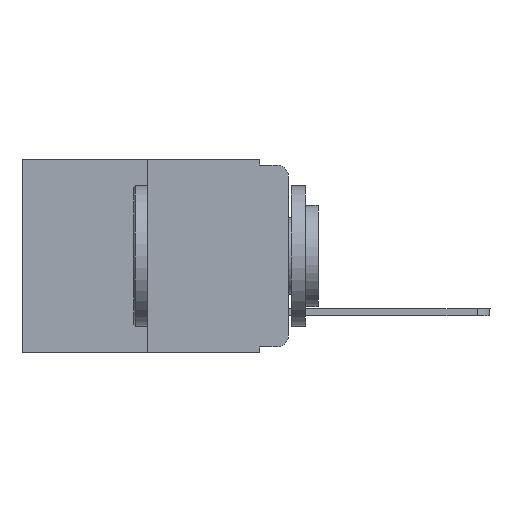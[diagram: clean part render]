
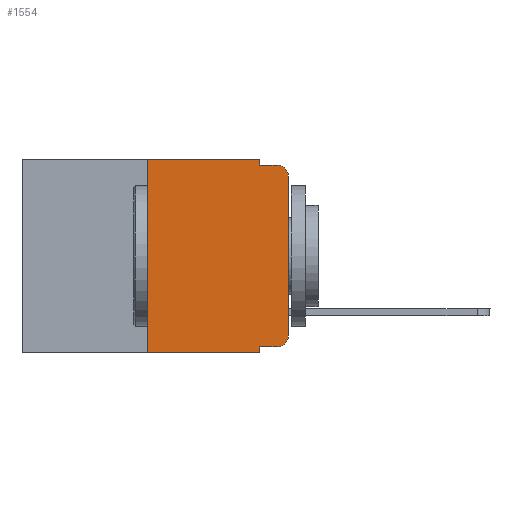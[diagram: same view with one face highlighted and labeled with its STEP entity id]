
A CAD part, left-side view. The second image highlights one B-rep face of the part: STEP entity #1554.
In plain terms, the highlighted planar face has unit normal (-1, 0, 0).
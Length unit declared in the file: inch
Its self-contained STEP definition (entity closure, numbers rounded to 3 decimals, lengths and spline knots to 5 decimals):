
#158 = CIRCLE ( 'NONE', #14002, 0.02 ) ;
#161 = DIRECTION ( 'NONE',  ( 0., 0., 1. ) ) ;
#169 = EDGE_CURVE ( 'NONE', #4115, #7763, #11019, .T. ) ;
#185 = LINE ( 'NONE', #3942, #371 ) ;
#371 = VECTOR ( 'NONE', #1846, 39.37008 ) ;
#531 = EDGE_CURVE ( 'NONE', #8793, #4839, #4271, .T. ) ;
#818 = LINE ( 'NONE', #13572, #10770 ) ;
#1106 = VECTOR ( 'NONE', #6784, 39.37008 ) ;
#1321 = EDGE_CURVE ( 'NONE', #8793, #13516, #185, .T. ) ;
#1456 = ORIENTED_EDGE ( 'NONE', *, *, #169, .F. ) ;
#1554 = ADVANCED_FACE ( 'NONE', ( #11151 ), #4416, .F. ) ;
#1792 = CIRCLE ( 'NONE', #2035, 0.02 ) ;
#1846 = DIRECTION ( 'NONE',  ( 0., -1., 0. ) ) ;
#1928 = CARTESIAN_POINT ( 'NONE',  ( 0., 0.02, -0.03 ) ) ;
#1984 = VERTEX_POINT ( 'NONE', #5262 ) ;
#2035 = AXIS2_PLACEMENT_3D ( 'NONE', #1928, #8102, #12403 ) ;
#2104 = CARTESIAN_POINT ( 'NONE',  ( 0., 0., 0. ) ) ;
#2324 = CARTESIAN_POINT ( 'NONE',  ( 0., 0., -0.03 ) ) ;
#2546 = ORIENTED_EDGE ( 'NONE', *, *, #3996, .F. ) ;
#2559 = ORIENTED_EDGE ( 'NONE', *, *, #9937, .T. ) ;
#2740 = CARTESIAN_POINT ( 'NONE',  ( 0., 0.051, 0. ) ) ;
#3236 = ORIENTED_EDGE ( 'NONE', *, *, #1321, .T. ) ;
#3402 = ORIENTED_EDGE ( 'NONE', *, *, #531, .F. ) ;
#3712 = VECTOR ( 'NONE', #14883, 39.37008 ) ;
#3807 = ORIENTED_EDGE ( 'NONE', *, *, #13059, .T. ) ;
#3900 = ORIENTED_EDGE ( 'NONE', *, *, #13174, .T. ) ;
#3942 = CARTESIAN_POINT ( 'NONE',  ( 0., 0.051, -0.333 ) ) ;
#3996 = EDGE_CURVE ( 'NONE', #12670, #4115, #5780, .T. ) ;
#4041 = LINE ( 'NONE', #4130, #12976 ) ;
#4115 = VERTEX_POINT ( 'NONE', #14662 ) ;
#4130 = CARTESIAN_POINT ( 'NONE',  ( 0., 0.473, 0. ) ) ;
#4163 = VECTOR ( 'NONE', #7748, 39.37008 ) ;
#4271 = LINE ( 'NONE', #9137, #3712 ) ;
#4416 = PLANE ( 'NONE',  #13061 ) ;
#4797 = DIRECTION ( 'NONE',  ( 0., 0., -1. ) ) ;
#4839 = VERTEX_POINT ( 'NONE', #8910 ) ;
#5262 = CARTESIAN_POINT ( 'NONE',  ( 0., 0.25, 0. ) ) ;
#5382 = VECTOR ( 'NONE', #10735, 39.37008 ) ;
#5610 = CARTESIAN_POINT ( 'NONE',  ( 0., 0.02, -0.01 ) ) ;
#5780 = LINE ( 'NONE', #8816, #4163 ) ;
#5784 = LINE ( 'NONE', #2104, #1106 ) ;
#5861 = CARTESIAN_POINT ( 'NONE',  ( 0., 0.02, -0.313 ) ) ;
#6075 = ORIENTED_EDGE ( 'NONE', *, *, #11642, .T. ) ;
#6364 = DIRECTION ( 'NONE',  ( 0., -1., 0. ) ) ;
#6561 = DIRECTION ( 'NONE',  ( 1., 0., 0. ) ) ;
#6759 = DIRECTION ( 'NONE',  ( 0., 0., -1. ) ) ;
#6784 = DIRECTION ( 'NONE',  ( 0., 0., 1. ) ) ;
#7084 = VERTEX_POINT ( 'NONE', #13443 ) ;
#7327 = CARTESIAN_POINT ( 'NONE',  ( 0., 0.051, -0.01 ) ) ;
#7382 = VERTEX_POINT ( 'NONE', #10550 ) ;
#7748 = DIRECTION ( 'NONE',  ( 0., 0., -1. ) ) ;
#7763 = VERTEX_POINT ( 'NONE', #5610 ) ;
#8102 = DIRECTION ( 'NONE',  ( -1., 0., 0. ) ) ;
#8244 = VERTEX_POINT ( 'NONE', #2324 ) ;
#8277 = CARTESIAN_POINT ( 'NONE',  ( 0., 0.051, -0.333 ) ) ;
#8306 = EDGE_CURVE ( 'NONE', #7382, #1984, #12837, .T. ) ;
#8793 = VERTEX_POINT ( 'NONE', #8277 ) ;
#8816 = CARTESIAN_POINT ( 'NONE',  ( 0., 0.051, 0. ) ) ;
#8850 = CARTESIAN_POINT ( 'NONE',  ( 0., 0.02, -0.333 ) ) ;
#8910 = CARTESIAN_POINT ( 'NONE',  ( 0., 0.051, -0.343 ) ) ;
#9137 = CARTESIAN_POINT ( 'NONE',  ( 0., 0.051, 0. ) ) ;
#9384 = ORIENTED_EDGE ( 'NONE', *, *, #8306, .F. ) ;
#9448 = EDGE_CURVE ( 'NONE', #1984, #12670, #4041, .T. ) ;
#9937 = EDGE_CURVE ( 'NONE', #7382, #4839, #818, .T. ) ;
#10550 = CARTESIAN_POINT ( 'NONE',  ( 0., 0.25, -0.343 ) ) ;
#10735 = DIRECTION ( 'NONE',  ( 0., -1., 0. ) ) ;
#10770 = VECTOR ( 'NONE', #12509, 39.37008 ) ;
#11019 = LINE ( 'NONE', #7327, #5382 ) ;
#11151 = FACE_OUTER_BOUND ( 'NONE', #14463, .T. ) ;
#11278 = ORIENTED_EDGE ( 'NONE', *, *, #9448, .F. ) ;
#11642 = EDGE_CURVE ( 'NONE', #7084, #8244, #5784, .T. ) ;
#12403 = DIRECTION ( 'NONE',  ( 0., 0., -1. ) ) ;
#12509 = DIRECTION ( 'NONE',  ( 0., -1., 0. ) ) ;
#12670 = VERTEX_POINT ( 'NONE', #2740 ) ;
#12837 = LINE ( 'NONE', #12903, #13731 ) ;
#12902 = DIRECTION ( 'NONE',  ( -1., 0., 0. ) ) ;
#12903 = CARTESIAN_POINT ( 'NONE',  ( 0., 0.25, 0. ) ) ;
#12976 = VECTOR ( 'NONE', #6364, 39.37008 ) ;
#13059 = EDGE_CURVE ( 'NONE', #8244, #7763, #1792, .T. ) ;
#13061 = AXIS2_PLACEMENT_3D ( 'NONE', #14782, #6561, #6759 ) ;
#13174 = EDGE_CURVE ( 'NONE', #13516, #7084, #158, .T. ) ;
#13443 = CARTESIAN_POINT ( 'NONE',  ( 0., 0., -0.313 ) ) ;
#13516 = VERTEX_POINT ( 'NONE', #8850 ) ;
#13572 = CARTESIAN_POINT ( 'NONE',  ( 0., 0.473, -0.343 ) ) ;
#13731 = VECTOR ( 'NONE', #161, 39.37008 ) ;
#14002 = AXIS2_PLACEMENT_3D ( 'NONE', #5861, #12902, #4797 ) ;
#14463 = EDGE_LOOP ( 'NONE', ( #6075, #3807, #1456, #2546, #11278, #9384, #2559, #3402, #3236, #3900 ) ) ;
#14662 = CARTESIAN_POINT ( 'NONE',  ( 0., 0.051, -0.01 ) ) ;
#14782 = CARTESIAN_POINT ( 'NONE',  ( 0., 0.473, 0. ) ) ;
#14883 = DIRECTION ( 'NONE',  ( 0., 0., -1. ) ) ;
